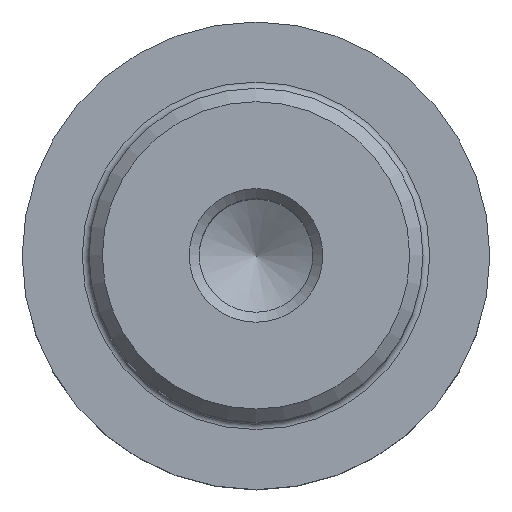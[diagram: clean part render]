
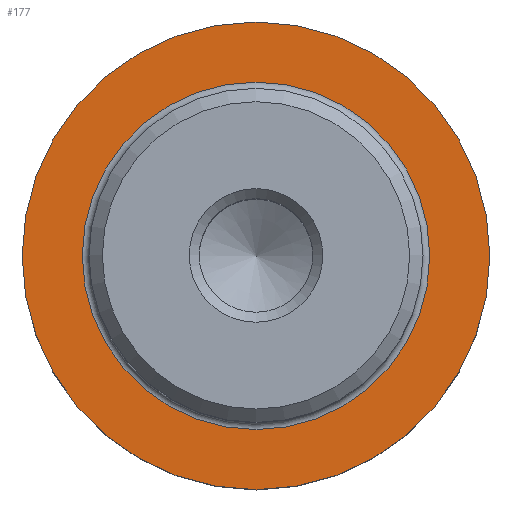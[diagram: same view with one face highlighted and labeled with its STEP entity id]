
A CAD part, top view. The second image highlights one B-rep face of the part: STEP entity #177.
In plain terms, the highlighted planar face has unit normal (0, 0, 1).
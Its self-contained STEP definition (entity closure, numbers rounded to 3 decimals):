
#177=ADVANCED_FACE('',(#265,#266),#267,.T.);
#265=FACE_BOUND('',#328,.T.);
#266=FACE_OUTER_BOUND('',#329,.T.);
#267=PLANE('',#330);
#328=EDGE_LOOP('',(#403));
#329=EDGE_LOOP('',(#404));
#330=AXIS2_PLACEMENT_3D('',#405,#406,#407);
#403=ORIENTED_EDGE('',*,*,#453,.T.);
#404=ORIENTED_EDGE('',*,*,#442,.T.);
#405=CARTESIAN_POINT('',(0.0,0.0,50.5));
#406=DIRECTION('',(0.0,0.0,1.0));
#407=DIRECTION('',(1.0,0.0,0.0));
#442=EDGE_CURVE('',#475,#475,#476,.T.);
#453=EDGE_CURVE('',#492,#492,#493,.F.);
#475=VERTEX_POINT('',#516);
#476=CIRCLE('',#517,17.5);
#492=VERTEX_POINT('',#533);
#493=CIRCLE('',#534,13.0);
#516=CARTESIAN_POINT('',(17.5,0.0,50.5));
#517=AXIS2_PLACEMENT_3D('',#558,#559,#560);
#533=CARTESIAN_POINT('',(13.0,0.,50.5));
#534=AXIS2_PLACEMENT_3D('',#576,#577,#578);
#558=CARTESIAN_POINT('',(0.0,0.0,50.5));
#559=DIRECTION('',(0.0,0.0,1.0));
#560=DIRECTION('',(1.0,0.0,0.0));
#576=CARTESIAN_POINT('',(0.0,0.0,50.5));
#577=DIRECTION('',(0.0,0.0,1.0));
#578=DIRECTION('',(1.0,0.0,0.0));
